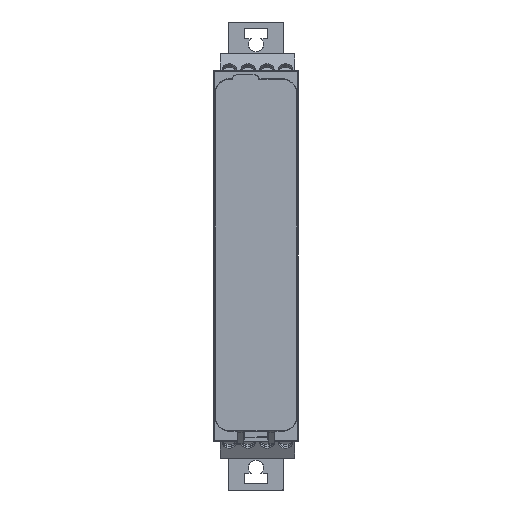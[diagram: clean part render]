
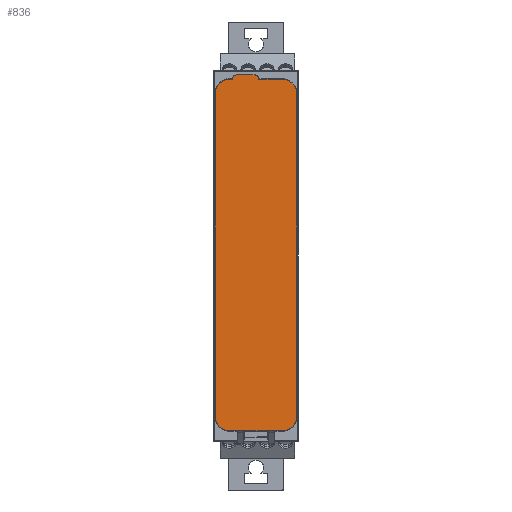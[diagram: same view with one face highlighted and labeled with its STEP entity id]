
A CAD part, left-side view. The second image highlights one B-rep face of the part: STEP entity #836.
In plain terms, the highlighted planar face has unit normal (-1, 0, 0).
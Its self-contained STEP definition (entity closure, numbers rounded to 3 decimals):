
#836=ADVANCED_FACE('NONE',(#2534),#2535,.F.);
#2534=FACE_OUTER_BOUND('',#5710,.T.);
#2535=PLANE('',#5711);
#5710=EDGE_LOOP('',(#12320,#12321,#12322,#12323,#12324,#12325,#12326,#12327,#12328,#12329,#12330,#12331));
#5711=AXIS2_PLACEMENT_3D('',#12332,#12333,#12334);
#12320=ORIENTED_EDGE('',*,*,#14959,.F.);
#12321=ORIENTED_EDGE('',*,*,#14963,.T.);
#12322=ORIENTED_EDGE('',*,*,#14964,.T.);
#12323=ORIENTED_EDGE('',*,*,#14965,.T.);
#12324=ORIENTED_EDGE('',*,*,#14955,.F.);
#12325=ORIENTED_EDGE('',*,*,#14961,.F.);
#12326=ORIENTED_EDGE('',*,*,#14962,.F.);
#12327=ORIENTED_EDGE('',*,*,#14946,.F.);
#12328=ORIENTED_EDGE('',*,*,#14940,.F.);
#12329=ORIENTED_EDGE('',*,*,#14949,.F.);
#12330=ORIENTED_EDGE('',*,*,#14951,.F.);
#12331=ORIENTED_EDGE('',*,*,#14953,.F.);
#12332=CARTESIAN_POINT('',(-63.35,18.3,-42.85));
#12333=DIRECTION('',(1.0,0.0,0.0));
#12334=DIRECTION('',(0.0,1.0,0.0));
#14940=EDGE_CURVE('NONE',#18848,#18850,#18851,.T.);
#14946=EDGE_CURVE('NONE',#18850,#18859,#18860,.T.);
#14949=EDGE_CURVE('NONE',#18862,#18848,#18864,.T.);
#14951=EDGE_CURVE('NONE',#18865,#18862,#18867,.T.);
#14953=EDGE_CURVE('NONE',#18868,#18865,#18870,.T.);
#14955=EDGE_CURVE('NONE',#18871,#18873,#18874,.T.);
#14959=EDGE_CURVE('NONE',#18879,#18868,#18881,.T.);
#14961=EDGE_CURVE('NONE',#18882,#18871,#18884,.T.);
#14962=EDGE_CURVE('NONE',#18859,#18882,#18885,.T.);
#14963=EDGE_CURVE('NONE',#18879,#18886,#18887,.T.);
#14964=EDGE_CURVE('NONE',#18886,#18888,#18889,.T.);
#14965=EDGE_CURVE('NONE',#18888,#18873,#18890,.T.);
#18848=VERTEX_POINT('NONE',#26242);
#18850=VERTEX_POINT('NONE',#26245);
#18851=LINE('',#26246,#26247);
#18859=VERTEX_POINT('NONE',#26260);
#18860=CIRCLE('',#26261,3.83);
#18862=VERTEX_POINT('NONE',#26264);
#18864=CIRCLE('',#26267,3.83);
#18865=VERTEX_POINT('NONE',#26268);
#18867=LINE('',#26271,#26272);
#18868=VERTEX_POINT('NONE',#26273);
#18870=CIRCLE('',#26276,3.83);
#18871=VERTEX_POINT('NONE',#26277);
#18873=VERTEX_POINT('NONE',#26282);
#18874=LINE('',#26283,#26284);
#18879=VERTEX_POINT('NONE',#26300);
#18881=LINE('',#26312,#26313);
#18882=VERTEX_POINT('NONE',#26314);
#18884=CIRCLE('',#26317,3.83);
#18885=LINE('',#26318,#26319);
#18886=VERTEX_POINT('NONE',#26320);
#18887=CIRCLE('',#26321,1.);
#18888=VERTEX_POINT('NONE',#26322);
#18889=LINE('',#26323,#26324);
#18890=CIRCLE('',#26325,0.998);
#26242=CARTESIAN_POINT('',(-63.35,4.2,-46.68));
#26245=CARTESIAN_POINT('',(-63.35,18.3,-46.68));
#26246=CARTESIAN_POINT('',(-63.35,18.3,-46.68));
#26247=VECTOR('',#29699,1000.0);
#26260=CARTESIAN_POINT('',(-63.35,22.13,-42.85));
#26261=AXIS2_PLACEMENT_3D('',#29705,#29706,#29707);
#26264=CARTESIAN_POINT('',(-63.35,0.37,-42.85));
#26267=AXIS2_PLACEMENT_3D('',#29710,#29711,#29712);
#26268=CARTESIAN_POINT('',(-63.35,0.37,43.35));
#26271=CARTESIAN_POINT('',(-63.35,0.37,-42.85));
#26272=VECTOR('',#29714,1000.0);
#26273=CARTESIAN_POINT('',(-63.35,4.2,47.18));
#26276=AXIS2_PLACEMENT_3D('',#29716,#29717,#29718);
#26277=CARTESIAN_POINT('',(-63.35,18.343,47.18));
#26282=CARTESIAN_POINT('',(-63.35,17.483,47.18));
#26283=CARTESIAN_POINT('',(-63.35,18.302,47.18));
#26284=VECTOR('',#29719,1000.0);
#26300=CARTESIAN_POINT('',(-63.35,10.515,47.18));
#26312=CARTESIAN_POINT('',(-63.35,18.302,47.18));
#26313=VECTOR('',#29721,1000.0);
#26314=CARTESIAN_POINT('',(-63.35,22.13,43.35));
#26317=AXIS2_PLACEMENT_3D('',#29723,#29724,#29725);
#26318=CARTESIAN_POINT('',(-63.35,22.13,-42.85));
#26319=VECTOR('',#29726,1000.0);
#26320=CARTESIAN_POINT('',(-63.35,11.5,48.35));
#26321=AXIS2_PLACEMENT_3D('',#29727,#29728,#29729);
#26322=CARTESIAN_POINT('',(-63.35,16.5,48.35));
#26323=CARTESIAN_POINT('',(-63.35,16.5,48.35));
#26324=VECTOR('',#29730,1000.0);
#26325=AXIS2_PLACEMENT_3D('',#29731,#29732,#29733);
#29699=DIRECTION('',(0.0,1.0,0.0));
#29705=CARTESIAN_POINT('',(-63.35,18.3,-42.85));
#29706=DIRECTION('',(1.0,0.0,0.0));
#29707=DIRECTION('',(0.0,0.0,-1.0));
#29710=CARTESIAN_POINT('',(-63.35,4.2,-42.85));
#29711=DIRECTION('',(1.0,0.0,0.0));
#29712=DIRECTION('',(0.0,0.0,-1.0));
#29714=DIRECTION('',(-0.0,0.,-1.0));
#29716=CARTESIAN_POINT('',(-63.35,4.2,43.35));
#29717=DIRECTION('',(1.0,0.0,0.0));
#29718=DIRECTION('',(0.0,0.0,-1.0));
#29719=DIRECTION('',(0.0,-1.,0.));
#29721=DIRECTION('',(0.0,-1.,0.));
#29723=CARTESIAN_POINT('',(-63.35,18.3,43.35));
#29724=DIRECTION('',(1.0,0.0,0.0));
#29725=DIRECTION('',(0.0,0.0,-1.0));
#29726=DIRECTION('',(0.0,0.,1.0));
#29727=CARTESIAN_POINT('',(-63.35,11.5,47.35));
#29728=DIRECTION('',(-1.0,0.0,0.0));
#29729=DIRECTION('',(0.0,0.0,-1.0));
#29730=DIRECTION('',(0.0,1.0,0.));
#29731=CARTESIAN_POINT('',(-63.35,16.5,47.352));
#29732=DIRECTION('',(-1.0,0.0,0.0));
#29733=DIRECTION('',(0.0,0.0,1.0));
